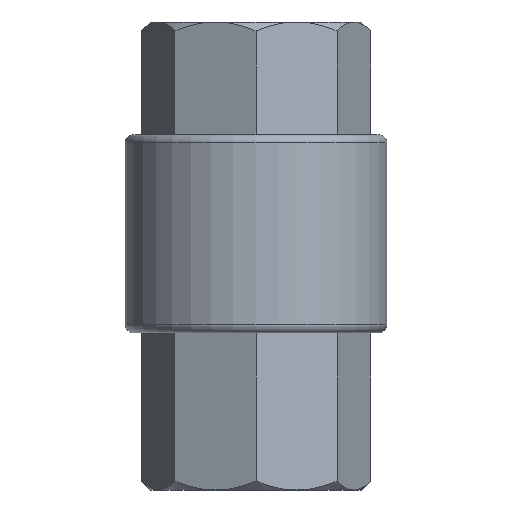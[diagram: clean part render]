
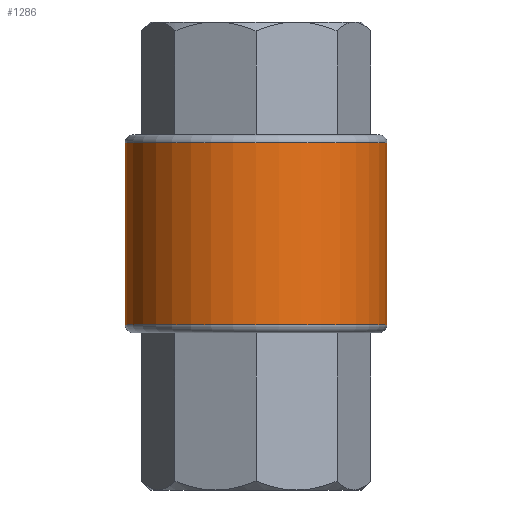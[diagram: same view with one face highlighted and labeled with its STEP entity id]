
A CAD part, front view. The second image highlights one B-rep face of the part: STEP entity #1286.
In plain terms, the highlighted cylindrical face has radius 23.5 mm (diameter 47 mm), a full revolution.
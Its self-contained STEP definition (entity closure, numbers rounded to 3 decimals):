
#71=CIRCLE('',#1402,23.5);
#72=CIRCLE('',#1403,23.5);
#134=CYLINDRICAL_SURFACE('',#1401,23.5);
#327=ORIENTED_EDGE('',*,*,#669,.F.);
#328=ORIENTED_EDGE('',*,*,#670,.F.);
#329=ORIENTED_EDGE('',*,*,#671,.T.);
#669=EDGE_CURVE('',#834,#834,#71,.T.);
#670=EDGE_CURVE('',#835,#835,#943,.T.);
#671=EDGE_CURVE('',#836,#836,#72,.T.);
#834=VERTEX_POINT('',#2034);
#835=VERTEX_POINT('',#2056);
#836=VERTEX_POINT('',#2058);
#943=B_SPLINE_CURVE_WITH_KNOTS('',3,(#2035,#2036,#2037,#2038,#2039,#2040,
#2041,#2042,#2043,#2044,#2045,#2046,#2047,#2048,#2049,#2050,#2051,#2052,
#2053,#2054,#2055),.UNSPECIFIED.,.T.,.F.,(1,1,1,1,1,1,1,1,1,1,1,1,1,1,1,
1,1,1,1,1,1,1,1,1,1),(-0.007,-0.004,-0.002,
0.,0.004,0.009,0.013,0.017,
0.022,0.026,0.031,0.035,
0.039,0.044,0.048,0.052,
0.057,0.061,0.063,0.065,
0.068,0.07,0.074,0.078,
0.083),.UNSPECIFIED.);
#986=EDGE_LOOP('',(#327));
#987=EDGE_LOOP('',(#328));
#988=EDGE_LOOP('',(#329));
#1120=FACE_BOUND('',#986,.T.);
#1121=FACE_BOUND('',#987,.T.);
#1122=FACE_BOUND('',#988,.T.);
#1286=ADVANCED_FACE('',(#1120,#1121,#1122),#134,.T.);
#1401=AXIS2_PLACEMENT_3D('',#2032,#1602,#1603);
#1402=AXIS2_PLACEMENT_3D('',#2033,#1604,#1605);
#1403=AXIS2_PLACEMENT_3D('',#2057,#1606,#1607);
#1602=DIRECTION('',(0.,0.,-1.));
#1603=DIRECTION('',(-1.,0.,0.));
#1604=DIRECTION('',(0.,0.,-1.));
#1605=DIRECTION('',(-1.,0.,0.));
#1606=DIRECTION('',(0.,0.,-1.));
#1607=DIRECTION('',(-1.,0.,0.));
#2032=CARTESIAN_POINT('',(0.,0.,-13.8));
#2033=CARTESIAN_POINT('',(0.,0.,-12.3));
#2034=CARTESIAN_POINT('',(-23.5,0.,-12.3));
#2035=CARTESIAN_POINT('',(2.216,23.428,-10.849));
#2036=CARTESIAN_POINT('',(-0.745,23.572,-11.151));
#2037=CARTESIAN_POINT('',(-4.376,23.212,-10.402));
#2038=CARTESIAN_POINT('',(-7.979,22.183,-7.966));
#2039=CARTESIAN_POINT('',(-10.396,21.101,-4.384));
#2040=CARTESIAN_POINT('',(-11.299,20.601,-0.027));
#2041=CARTESIAN_POINT('',(-10.409,21.095,4.366));
#2042=CARTESIAN_POINT('',(-7.984,22.181,7.96));
#2043=CARTESIAN_POINT('',(-4.392,23.209,10.396));
#2044=CARTESIAN_POINT('',(-0.027,23.644,11.298));
#2045=CARTESIAN_POINT('',(4.36,23.217,10.413));
#2046=CARTESIAN_POINT('',(7.974,22.185,7.972));
#2047=CARTESIAN_POINT('',(10.397,21.101,4.386));
#2048=CARTESIAN_POINT('',(11.297,20.601,0.022));
#2049=CARTESIAN_POINT('',(10.414,21.093,-4.356));
#2050=CARTESIAN_POINT('',(8.382,22.002,-7.366));
#2051=CARTESIAN_POINT('',(6.192,22.695,-9.176));
#2052=CARTESIAN_POINT('',(4.279,23.137,-10.21));
#2053=CARTESIAN_POINT('',(2.216,23.428,-10.849));
#2054=CARTESIAN_POINT('',(-0.745,23.572,-11.151));
#2055=CARTESIAN_POINT('',(-4.376,23.212,-10.402));
#2056=CARTESIAN_POINT('',(0.,23.5,-11.));
#2057=CARTESIAN_POINT('',(0.,0.,20.3));
#2058=CARTESIAN_POINT('',(-23.5,0.,20.3));
